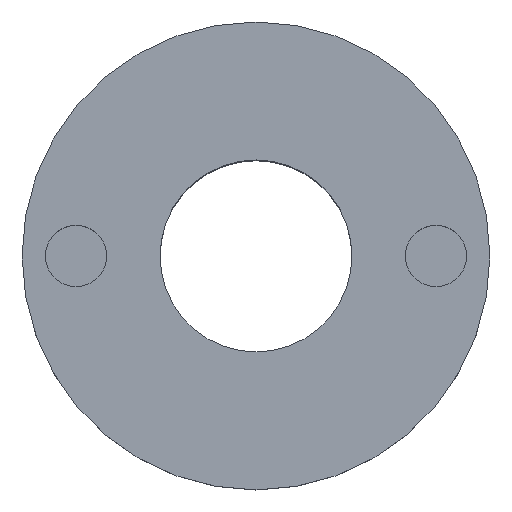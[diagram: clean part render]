
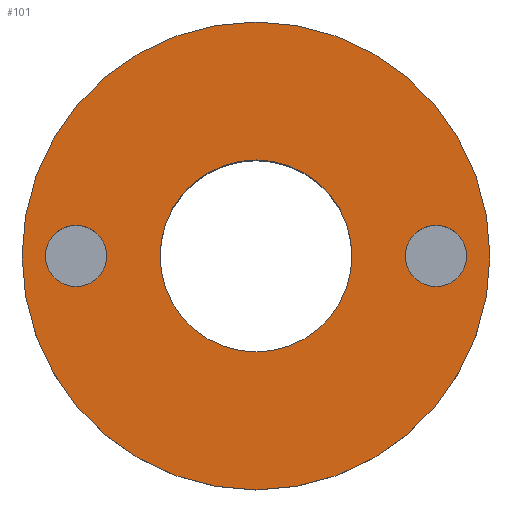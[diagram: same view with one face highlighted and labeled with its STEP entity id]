
A CAD part, top view. The second image highlights one B-rep face of the part: STEP entity #101.
In plain terms, the highlighted planar face has unit normal (0, 0, 1).
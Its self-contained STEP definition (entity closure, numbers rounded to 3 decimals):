
#101=ADVANCED_FACE('',(#203,#204,#205,#206),#207,.T.);
#203=FACE_BOUND('',#308,.T.);
#204=FACE_BOUND('',#309,.T.);
#205=FACE_BOUND('',#310,.T.);
#206=FACE_OUTER_BOUND('',#311,.T.);
#207=PLANE('',#312);
#308=EDGE_LOOP('',(#521,#522));
#309=EDGE_LOOP('',(#523,#524));
#310=EDGE_LOOP('',(#525,#526));
#311=EDGE_LOOP('',(#527,#528));
#312=AXIS2_PLACEMENT_3D('',#529,#530,#531);
#521=ORIENTED_EDGE('',*,*,#650,.T.);
#522=ORIENTED_EDGE('',*,*,#655,.T.);
#523=ORIENTED_EDGE('',*,*,#645,.T.);
#524=ORIENTED_EDGE('',*,*,#659,.T.);
#525=ORIENTED_EDGE('',*,*,#671,.T.);
#526=ORIENTED_EDGE('',*,*,#624,.T.);
#527=ORIENTED_EDGE('',*,*,#620,.F.);
#528=ORIENTED_EDGE('',*,*,#673,.F.);
#529=CARTESIAN_POINT('',(0.,-9.75,0.0));
#530=DIRECTION('',(0.,0.,1.0));
#531=DIRECTION('',(0.,1.0,0.0));
#620=EDGE_CURVE('',#731,#733,#734,.T.);
#624=EDGE_CURVE('',#740,#737,#741,.T.);
#645=EDGE_CURVE('',#773,#770,#774,.T.);
#650=EDGE_CURVE('',#782,#779,#783,.T.);
#655=EDGE_CURVE('',#779,#782,#789,.T.);
#659=EDGE_CURVE('',#770,#773,#793,.T.);
#671=EDGE_CURVE('',#737,#740,#805,.T.);
#673=EDGE_CURVE('',#733,#731,#807,.T.);
#731=VERTEX_POINT('',#872);
#733=VERTEX_POINT('',#875);
#734=CIRCLE('',#876,19.5);
#737=VERTEX_POINT('',#880);
#740=VERTEX_POINT('',#884);
#741=CIRCLE('',#885,8.0);
#770=VERTEX_POINT('',#923);
#773=VERTEX_POINT('',#927);
#774=CIRCLE('',#928,2.55);
#779=VERTEX_POINT('',#934);
#782=VERTEX_POINT('',#938);
#783=CIRCLE('',#939,2.55);
#789=CIRCLE('',#946,2.55);
#793=CIRCLE('',#950,2.55);
#805=CIRCLE('',#962,8.0);
#807=CIRCLE('',#964,19.5);
#872=CARTESIAN_POINT('',(0.,-19.5,0.0));
#875=CARTESIAN_POINT('',(0.,19.5,0.));
#876=AXIS2_PLACEMENT_3D('',#1031,#1032,#1033);
#880=CARTESIAN_POINT('',(0.,-8.0,0.0));
#884=CARTESIAN_POINT('',(0.,8.0,0.));
#885=AXIS2_PLACEMENT_3D('',#1036,#1037,#1038);
#923=CARTESIAN_POINT('',(-15.0,-2.55,0.));
#927=CARTESIAN_POINT('',(-15.0,2.55,0.));
#928=AXIS2_PLACEMENT_3D('',#1064,#1065,#1066);
#934=CARTESIAN_POINT('',(15.0,-2.55,0.));
#938=CARTESIAN_POINT('',(15.0,2.55,0.));
#939=AXIS2_PLACEMENT_3D('',#1072,#1073,#1074);
#946=AXIS2_PLACEMENT_3D('',#1082,#1083,#1084);
#950=AXIS2_PLACEMENT_3D('',#1088,#1089,#1090);
#962=AXIS2_PLACEMENT_3D('',#1106,#1107,#1108);
#964=AXIS2_PLACEMENT_3D('',#1109,#1110,#1111);
#1031=CARTESIAN_POINT('',(0.,0.,0.0));
#1032=DIRECTION('',(0.,0.,-1.0));
#1033=DIRECTION('',(0.,-1.0,0.0));
#1036=CARTESIAN_POINT('',(0.0,0.0,0.0));
#1037=DIRECTION('',(0.,0.,-1.0));
#1038=DIRECTION('',(0.,-1.0,0.0));
#1064=CARTESIAN_POINT('',(-15.0,0.0,0.0));
#1065=DIRECTION('',(0.,0.,-1.0));
#1066=DIRECTION('',(0.,-1.0,0.0));
#1072=CARTESIAN_POINT('',(15.0,0.0,0.0));
#1073=DIRECTION('',(0.,0.,-1.0));
#1074=DIRECTION('',(0.,-1.0,0.0));
#1082=CARTESIAN_POINT('',(15.0,0.0,0.0));
#1083=DIRECTION('',(0.,0.,-1.0));
#1084=DIRECTION('',(0.,-1.0,0.0));
#1088=CARTESIAN_POINT('',(-15.0,0.0,0.0));
#1089=DIRECTION('',(0.,0.,-1.0));
#1090=DIRECTION('',(0.,-1.0,0.0));
#1106=CARTESIAN_POINT('',(0.0,0.0,0.0));
#1107=DIRECTION('',(0.,0.,-1.0));
#1108=DIRECTION('',(0.,-1.0,0.0));
#1109=CARTESIAN_POINT('',(0.,0.,0.0));
#1110=DIRECTION('',(0.,0.,-1.0));
#1111=DIRECTION('',(0.,-1.0,0.0));
